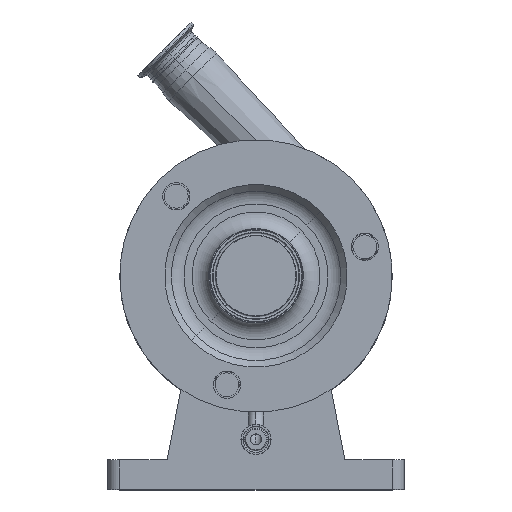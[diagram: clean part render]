
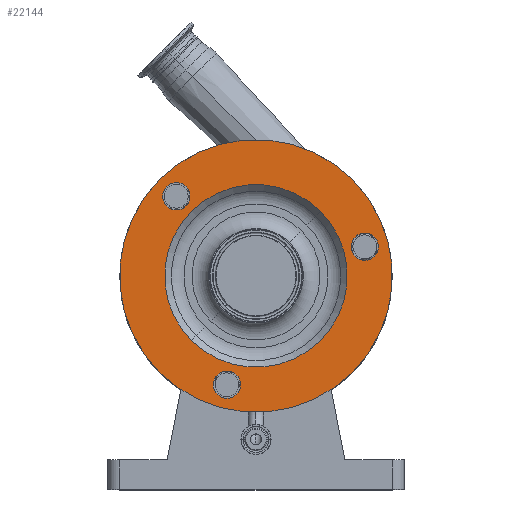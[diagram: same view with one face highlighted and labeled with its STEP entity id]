
A CAD part, top view. The second image highlights one B-rep face of the part: STEP entity #22144.
In plain terms, the highlighted planar face has unit normal (0, 0, 1).
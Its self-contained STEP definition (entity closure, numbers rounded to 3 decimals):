
#1000 = VERTEX_POINT ( 'NONE', #27241 ) ;
#1001 = EDGE_CURVE ( 'NONE', #1000, #1002, #26805, .T. ) ;
#1002 = VERTEX_POINT ( 'NONE', #27300 ) ;
#1041 = VERTEX_POINT ( 'NONE', #27398 ) ;
#1042 = VERTEX_POINT ( 'NONE', #27336 ) ;
#1045 = VERTEX_POINT ( 'NONE', #27396 ) ;
#1065 = EDGE_CURVE ( 'NONE', #1041, #1320, #27420, .T. ) ;
#1072 = EDGE_CURVE ( 'NONE', #1086, #1101, #27421, .T. ) ;
#1086 = VERTEX_POINT ( 'NONE', #27479 ) ;
#1101 = VERTEX_POINT ( 'NONE', #27467 ) ;
#1149 = VERTEX_POINT ( 'NONE', #27548 ) ;
#1151 = EDGE_CURVE ( 'NONE', #1149, #1045, #27547, .T. ) ;
#1155 = EDGE_CURVE ( 'NONE', #1303, #1042, #27556, .T. ) ;
#1303 = VERTEX_POINT ( 'NONE', #7156 ) ;
#1320 = VERTEX_POINT ( 'NONE', #7678 ) ;
#5177 = FACE_OUTER_BOUND ( 'NONE', #22140, .T. ) ;
#5182 = DIRECTION ( 'NONE',  ( -0.966, 0.259, 0. ) ) ;
#5183 = DIRECTION ( 'NONE',  ( 0., 0., 1. ) ) ;
#5184 = CARTESIAN_POINT ( 'NONE',  ( -24.588, -91.763, 215. ) ) ;
#5185 = AXIS2_PLACEMENT_3D ( 'NONE', #5184, #5183, #5182 ) ;
#5186 = CIRCLE ( 'NONE', #5185, 11.5 ) ;
#5187 = DIRECTION ( 'NONE',  ( -0.707, -0.707, 0. ) ) ;
#5193 = DIRECTION ( 'NONE',  ( 0., 0., -1. ) ) ;
#5209 = CARTESIAN_POINT ( 'NONE',  ( -27.577, 27.577, 215. ) ) ;
#5210 = AXIS2_PLACEMENT_3D ( 'NONE', #5209, #5193, #5187 ) ;
#5211 = FACE_BOUND ( 'NONE', #22159, .T. ) ;
#5212 = DIRECTION ( 'NONE',  ( 0.259, -0.966, 0. ) ) ;
#5213 = DIRECTION ( 'NONE',  ( 0., 0., 1. ) ) ;
#5214 = AXIS2_PLACEMENT_3D ( 'NONE', #5243, #5213, #5212 ) ;
#5215 = CIRCLE ( 'NONE', #5214, 11.5 ) ;
#5217 = FACE_BOUND ( 'NONE', #22292, .T. ) ;
#5219 = FACE_BOUND ( 'NONE', #22203, .T. ) ;
#5223 = FACE_BOUND ( 'NONE', #22265, .T. ) ;
#5243 = CARTESIAN_POINT ( 'NONE',  ( 91.763, 24.588, 215. ) ) ;
#5244 = PLANE ( 'NONE',  #5210 ) ;
#5341 = DIRECTION ( 'NONE',  ( 0.707, 0.707, 0. ) ) ;
#5342 = DIRECTION ( 'NONE',  ( 0., 0., 1. ) ) ;
#5348 = CIRCLE ( 'NONE', #5350, 77. ) ;
#5350 = AXIS2_PLACEMENT_3D ( 'NONE', #5481, #5342, #5341 ) ;
#5481 = CARTESIAN_POINT ( 'NONE',  ( 0., 0., 215. ) ) ;
#7156 = CARTESIAN_POINT ( 'NONE',  ( -75.307, 59.043, 215. ) ) ;
#7678 = CARTESIAN_POINT ( 'NONE',  ( 54.447, 54.447, 215. ) ) ;
#11183 = CARTESIAN_POINT ( 'NONE',  ( -67.175, 67.175, 215. ) ) ;
#11254 = CIRCLE ( 'NONE', #11296, 11.5 ) ;
#11294 = DIRECTION ( 'NONE',  ( 0.707, 0.707, 0. ) ) ;
#11295 = DIRECTION ( 'NONE',  ( 0., 0., 1. ) ) ;
#11296 = AXIS2_PLACEMENT_3D ( 'NONE', #11183, #11295, #11294 ) ;
#11435 = CIRCLE ( 'NONE', #11459, 115. ) ;
#11446 = DIRECTION ( 'NONE',  ( 0., 0., 1. ) ) ;
#11447 = CARTESIAN_POINT ( 'NONE',  ( 0., 0., 215. ) ) ;
#11456 = DIRECTION ( 'NONE',  ( 0.707, 0.707, 0. ) ) ;
#11459 = AXIS2_PLACEMENT_3D ( 'NONE', #11447, #11446, #11456 ) ;
#22138 = EDGE_CURVE ( 'NONE', #1002, #1000, #5215, .T. ) ;
#22140 = EDGE_LOOP ( 'NONE', ( #22141, #22189 ) ) ;
#22141 = ORIENTED_EDGE ( 'NONE', *, *, #1151, .T. ) ;
#22143 = ORIENTED_EDGE ( 'NONE', *, *, #1072, .F. ) ;
#22144 = ADVANCED_FACE ( 'NONE', ( #5223, #5211, #5217, #5177, #5219 ), #5244, .F. ) ;
#22145 = EDGE_CURVE ( 'NONE', #1101, #1086, #5186, .T. ) ;
#22159 = EDGE_LOOP ( 'NONE', ( #22272, #22143 ) ) ;
#22175 = EDGE_CURVE ( 'NONE', #1320, #1041, #5348, .T. ) ;
#22189 = ORIENTED_EDGE ( 'NONE', *, *, #22234, .T. ) ;
#22190 = EDGE_CURVE ( 'NONE', #1042, #1303, #11254, .T. ) ;
#22192 = ORIENTED_EDGE ( 'NONE', *, *, #1155, .F. ) ;
#22194 = ORIENTED_EDGE ( 'NONE', *, *, #22190, .F. ) ;
#22197 = ORIENTED_EDGE ( 'NONE', *, *, #22138, .F. ) ;
#22203 = EDGE_LOOP ( 'NONE', ( #22236, #22323 ) ) ;
#22234 = EDGE_CURVE ( 'NONE', #1045, #1149, #11435, .T. ) ;
#22236 = ORIENTED_EDGE ( 'NONE', *, *, #22175, .F. ) ;
#22265 = EDGE_LOOP ( 'NONE', ( #22197, #22307 ) ) ;
#22272 = ORIENTED_EDGE ( 'NONE', *, *, #22145, .F. ) ;
#22292 = EDGE_LOOP ( 'NONE', ( #22194, #22192 ) ) ;
#22307 = ORIENTED_EDGE ( 'NONE', *, *, #1001, .F. ) ;
#22323 = ORIENTED_EDGE ( 'NONE', *, *, #1065, .F. ) ;
#26805 = CIRCLE ( 'NONE', #26936, 11.5 ) ;
#26843 = DIRECTION ( 'NONE',  ( 0., 0., 1. ) ) ;
#26935 = CARTESIAN_POINT ( 'NONE',  ( 91.763, 24.588, 215. ) ) ;
#26936 = AXIS2_PLACEMENT_3D ( 'NONE', #26935, #26843, #27108 ) ;
#27108 = DIRECTION ( 'NONE',  ( 0.259, -0.966, 0. ) ) ;
#27241 = CARTESIAN_POINT ( 'NONE',  ( 88.787, 35.696, 215. ) ) ;
#27300 = CARTESIAN_POINT ( 'NONE',  ( 94.739, 13.48, 215. ) ) ;
#27336 = CARTESIAN_POINT ( 'NONE',  ( -59.043, 75.307, 215. ) ) ;
#27396 = CARTESIAN_POINT ( 'NONE',  ( -81.317, -81.317, 215. ) ) ;
#27398 = CARTESIAN_POINT ( 'NONE',  ( -54.447, -54.447, 215. ) ) ;
#27409 = DIRECTION ( 'NONE',  ( -0.966, 0.259, 0. ) ) ;
#27410 = DIRECTION ( 'NONE',  ( 0., 0., 1. ) ) ;
#27411 = CARTESIAN_POINT ( 'NONE',  ( -24.588, -91.763, 215. ) ) ;
#27416 = CARTESIAN_POINT ( 'NONE',  ( 0., 0., 215. ) ) ;
#27420 = CIRCLE ( 'NONE', #27510, 77. ) ;
#27421 = CIRCLE ( 'NONE', #27478, 11.5 ) ;
#27467 = CARTESIAN_POINT ( 'NONE',  ( -35.696, -88.787, 215. ) ) ;
#27478 = AXIS2_PLACEMENT_3D ( 'NONE', #27411, #27410, #27409 ) ;
#27479 = CARTESIAN_POINT ( 'NONE',  ( -13.48, -94.739, 215. ) ) ;
#27508 = DIRECTION ( 'NONE',  ( 0.707, 0.707, 0. ) ) ;
#27509 = DIRECTION ( 'NONE',  ( 0., 0., 1. ) ) ;
#27510 = AXIS2_PLACEMENT_3D ( 'NONE', #27416, #27509, #27508 ) ;
#27519 = AXIS2_PLACEMENT_3D ( 'NONE', #27540, #27539, #27538 ) ;
#27522 = DIRECTION ( 'NONE',  ( 0.707, 0.707, 0. ) ) ;
#27538 = DIRECTION ( 'NONE',  ( 0.707, 0.707, 0. ) ) ;
#27539 = DIRECTION ( 'NONE',  ( 0., 0., 1. ) ) ;
#27540 = CARTESIAN_POINT ( 'NONE',  ( -67.175, 67.175, 215. ) ) ;
#27547 = CIRCLE ( 'NONE', #27554, 115. ) ;
#27548 = CARTESIAN_POINT ( 'NONE',  ( 81.317, 81.317, 215. ) ) ;
#27552 = DIRECTION ( 'NONE',  ( 0., 0., 1. ) ) ;
#27553 = CARTESIAN_POINT ( 'NONE',  ( 0., 0., 215. ) ) ;
#27554 = AXIS2_PLACEMENT_3D ( 'NONE', #27553, #27552, #27522 ) ;
#27556 = CIRCLE ( 'NONE', #27519, 11.5 ) ;
